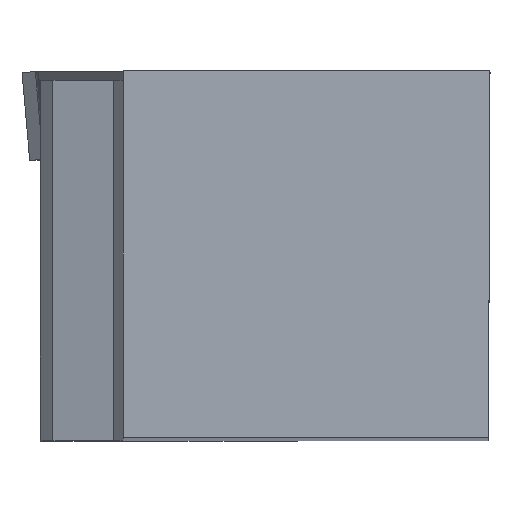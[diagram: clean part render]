
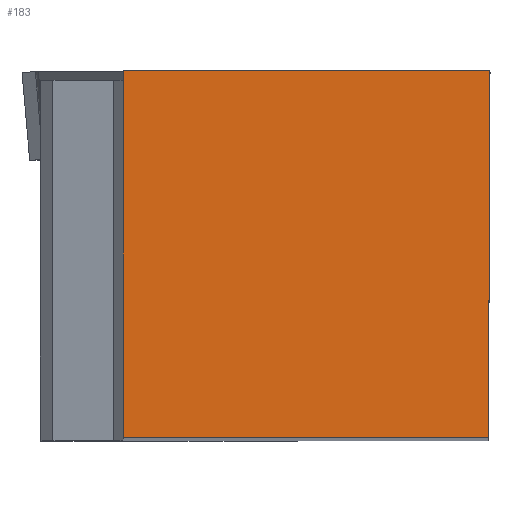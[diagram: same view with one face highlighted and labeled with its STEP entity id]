
A CAD part, top view. The second image highlights one B-rep face of the part: STEP entity #183.
In plain terms, the highlighted planar face has unit normal (0, 0, 1).
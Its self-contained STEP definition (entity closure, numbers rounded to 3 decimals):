
#143=FACE_OUTER_BOUND('',#412,.T.);
#183=ADVANCED_FACE('BLANK_BOXF006',(#143),#213,.F.);
#213=PLANE('',#950);
#239=LINE('',#1348,#304);
#244=LINE('',#1358,#309);
#250=LINE('',#1371,#315);
#277=LINE('',#1468,#342);
#304=VECTOR('',#1051,1.);
#309=VECTOR('',#1058,1.);
#315=VECTOR('',#1066,1.);
#342=VECTOR('',#1149,1.);
#412=EDGE_LOOP('',(#581,#582,#583,#584));
#581=ORIENTED_EDGE('',*,*,#739,.F.);
#582=ORIENTED_EDGE('',*,*,#784,.F.);
#583=ORIENTED_EDGE('',*,*,#733,.F.);
#584=ORIENTED_EDGE('',*,*,#728,.F.);
#650=VERTEX_POINT('',#1347);
#651=VERTEX_POINT('',#1349);
#655=VERTEX_POINT('',#1359);
#660=VERTEX_POINT('',#1370);
#728=EDGE_CURVE('',#650,#651,#239,.T.);
#733=EDGE_CURVE('',#651,#655,#244,.T.);
#739=EDGE_CURVE('',#660,#650,#250,.T.);
#784=EDGE_CURVE('',#655,#660,#277,.T.);
#950=AXIS2_PLACEMENT_3D('',#1483,#1166,#1167);
#1051=DIRECTION('',(1.,0.,0.));
#1058=DIRECTION('',(-0.004,-1.,0.));
#1066=DIRECTION('',(0.,1.,0.));
#1149=DIRECTION('',(-1.,0.,0.));
#1166=DIRECTION('',(0.,0.,-1.));
#1167=DIRECTION('',(-1.,0.,0.));
#1347=CARTESIAN_POINT('',(-19.875,19.875,0.));
#1348=CARTESIAN_POINT('',(-142.35,19.875,0.));
#1349=CARTESIAN_POINT('',(0.,19.875,0.));
#1358=CARTESIAN_POINT('',(0.534,142.349,0.));
#1359=CARTESIAN_POINT('',(-0.087,0.,0.));
#1370=CARTESIAN_POINT('',(-19.875,0.,0.));
#1371=CARTESIAN_POINT('',(-19.875,-142.35,0.));
#1468=CARTESIAN_POINT('',(142.35,0.,0.));
#1483=CARTESIAN_POINT('',(-41.35,-5.,0.));
